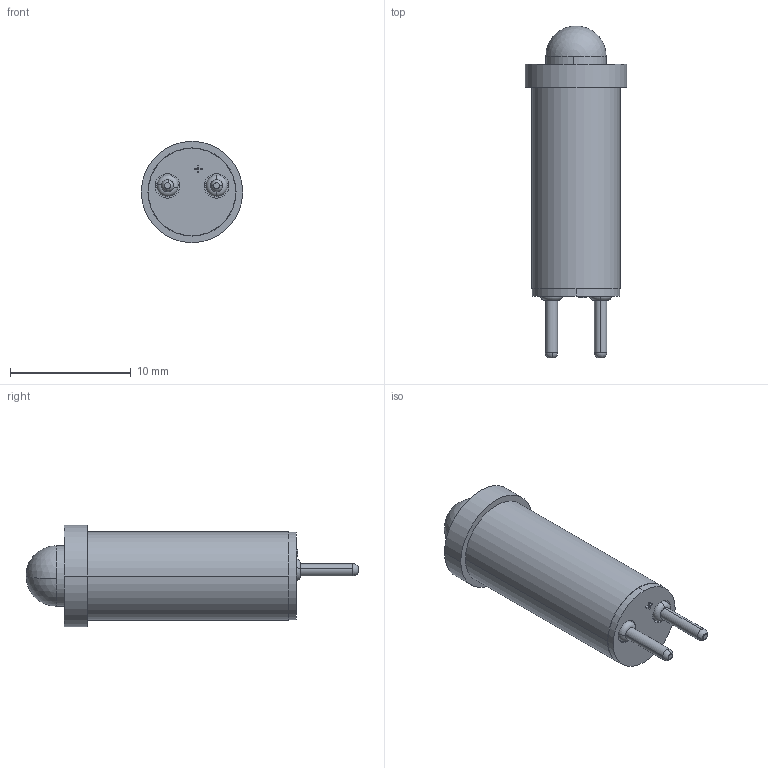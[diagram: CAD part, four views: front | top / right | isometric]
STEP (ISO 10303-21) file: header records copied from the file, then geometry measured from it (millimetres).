
FILE_DESCRIPTION (( 'STEP AP203' ), '1' );
FILE_NAME ('905 Series.STEP', '2019-01-11T16:41:22', ( '' ), ( '' ), 'SwSTEP 2.0', 'SolidWorks 2018', '' );
FILE_SCHEMA (( 'CONFIG_CONTROL_DESIGN' ));
Length unit declared in the file: foot
Products named in the file (5): 90-TERM; 905 Series; SLEEVE 90 SERIES; 200-KRG_FOR 44 SERIES; 90 HEADER
Assembly tree (5 placements, depth 2):
  905 Series
    SLEEVE 90 SERIES
    90 HEADER
    90-TERM  x2
    200-KRG_FOR 44 SERIES
Bounding box: 8.38 x 27.47 x 8.38 mm (x, y, z)
Volume: 344.3 mm3; surface area: 1527.9 mm2
Topology: 4 solids, 6 shells, 181 faces, 463 edges, 299 vertices
Faces by surface type: plane 91, cylinder 63, torus 8, sphere 8, bspline 6, cone 5
Entity records: 6768 total; most frequent: CARTESIAN_POINT 2254, ORIENTED_EDGE 838, DIRECTION 812, EDGE_CURVE 421, VERTEX_POINT 279, AXIS2_PLACEMENT_3D 275, LINE 262, VECTOR 262
